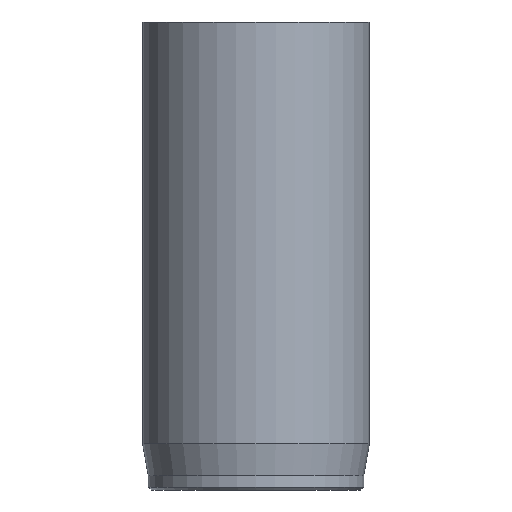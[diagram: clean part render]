
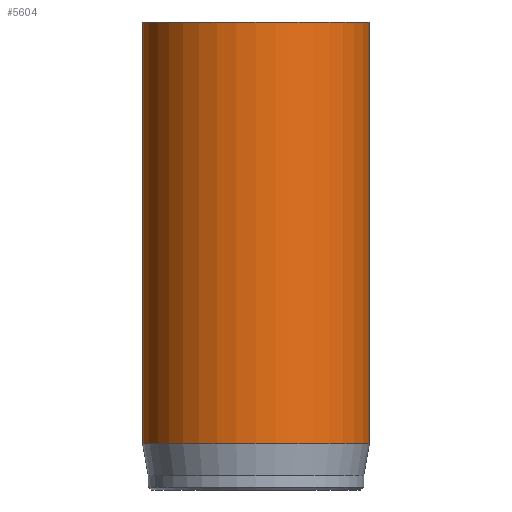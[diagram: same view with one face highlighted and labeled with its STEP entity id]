
A CAD part, front view. The second image highlights one B-rep face of the part: STEP entity #5604.
In plain terms, the highlighted cylindrical face has radius 8 mm (diameter 16 mm), a full revolution.
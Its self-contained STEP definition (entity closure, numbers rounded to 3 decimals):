
#32=CYLINDRICAL_SURFACE('',#5803,8.);
#48=CIRCLE('',#5770,8.);
#64=CIRCLE('',#5801,8.);
#65=CIRCLE('',#5802,8.);
#496=FACE_OUTER_BOUND('',#825,.T.);
#825=EDGE_LOOP('',(#5028,#5029,#5030,#5031,#5032));
#1250=LINE('',#10601,#1683);
#1683=VECTOR('',#6494,8.);
#2583=VERTEX_POINT('',#10540);
#2599=VERTEX_POINT('',#10595);
#2600=VERTEX_POINT('',#10596);
#3390=EDGE_CURVE('',#2583,#2583,#48,.T.);
#3414=EDGE_CURVE('',#2599,#2600,#64,.T.);
#3415=EDGE_CURVE('',#2600,#2599,#65,.T.);
#3417=EDGE_CURVE('',#2583,#2599,#1250,.T.);
#5028=ORIENTED_EDGE('',*,*,#3390,.T.);
#5029=ORIENTED_EDGE('',*,*,#3417,.T.);
#5030=ORIENTED_EDGE('',*,*,#3414,.T.);
#5031=ORIENTED_EDGE('',*,*,#3415,.T.);
#5032=ORIENTED_EDGE('',*,*,#3417,.F.);
#5604=ADVANCED_FACE('',(#496),#32,.T.);
#5770=AXIS2_PLACEMENT_3D('',#10541,#6417,#6418);
#5801=AXIS2_PLACEMENT_3D('',#10597,#6487,#6488);
#5802=AXIS2_PLACEMENT_3D('',#10598,#6489,#6490);
#5803=AXIS2_PLACEMENT_3D('',#10600,#6492,#6493);
#6417=DIRECTION('center_axis',(0.,0.,-1.));
#6418=DIRECTION('ref_axis',(-1.,0.,0.));
#6487=DIRECTION('center_axis',(0.,0.,1.));
#6488=DIRECTION('ref_axis',(-1.,0.,0.));
#6489=DIRECTION('center_axis',(0.,0.,1.));
#6490=DIRECTION('ref_axis',(-1.,0.,0.));
#6492=DIRECTION('center_axis',(0.,0.,1.));
#6493=DIRECTION('ref_axis',(-1.,0.,0.));
#6494=DIRECTION('',(0.,0.,-1.));
#10540=CARTESIAN_POINT('',(8.,0.,33.));
#10541=CARTESIAN_POINT('Origin',(0.,0.,33.));
#10595=CARTESIAN_POINT('',(8.,0.,3.269));
#10596=CARTESIAN_POINT('',(-8.,0.,3.269));
#10597=CARTESIAN_POINT('Origin',(0.,0.,3.269));
#10598=CARTESIAN_POINT('Origin',(0.,0.,3.269));
#10600=CARTESIAN_POINT('Origin',(0.,0.,0.));
#10601=CARTESIAN_POINT('',(8.,0.,0.));
